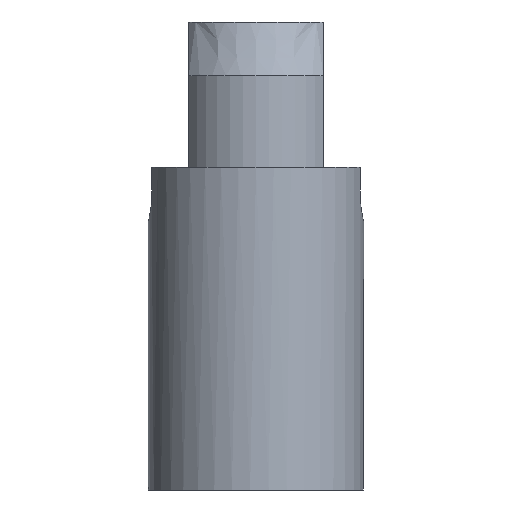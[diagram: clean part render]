
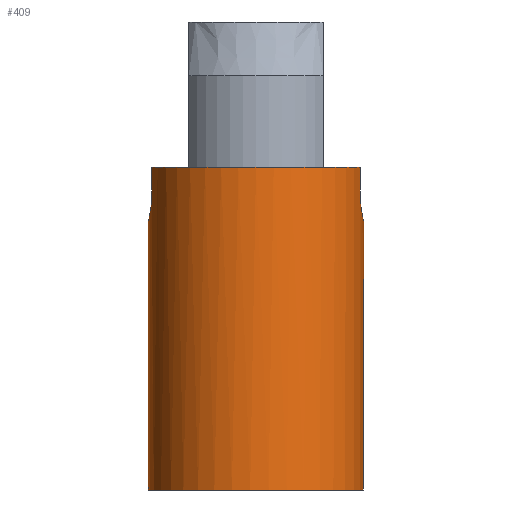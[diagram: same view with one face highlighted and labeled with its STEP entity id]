
A CAD part, left-side view. The second image highlights one B-rep face of the part: STEP entity #409.
In plain terms, the highlighted cylindrical face has radius 2 mm (diameter 4 mm), a full revolution.
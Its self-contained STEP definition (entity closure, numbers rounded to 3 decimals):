
#22=B_SPLINE_CURVE_WITH_KNOTS('',3,(#630,#631,#632,#633,#634,#635,#636),
 .UNSPECIFIED.,.F.,.F.,(4,1,1,1,4),(0.,0.,0.001,
0.001,0.002),.UNSPECIFIED.);
#23=B_SPLINE_CURVE_WITH_KNOTS('',3,(#644,#645,#646,#647,#648,#649,#650),
 .UNSPECIFIED.,.F.,.F.,(4,1,1,1,4),(0.,0.,0.001,
0.001,0.002),.UNSPECIFIED.);
#26=CYLINDRICAL_SURFACE('',#449,2.);
#46=LINE('',#626,#86);
#47=LINE('',#628,#87);
#48=LINE('',#638,#88);
#49=LINE('',#642,#89);
#86=VECTOR('',#510,1000.);
#87=VECTOR('',#511,1000.);
#88=VECTOR('',#512,1000.);
#89=VECTOR('',#515,1000.);
#132=ORIENTED_EDGE('',*,*,#246,.F.);
#133=ORIENTED_EDGE('',*,*,#228,.T.);
#134=ORIENTED_EDGE('',*,*,#247,.F.);
#135=ORIENTED_EDGE('',*,*,#248,.F.);
#136=ORIENTED_EDGE('',*,*,#249,.F.);
#137=ORIENTED_EDGE('',*,*,#250,.T.);
#138=ORIENTED_EDGE('',*,*,#251,.F.);
#139=ORIENTED_EDGE('',*,*,#252,.F.);
#140=ORIENTED_EDGE('',*,*,#253,.F.);
#228=EDGE_CURVE('',#286,#287,#324,.T.);
#246=EDGE_CURVE('',#286,#300,#46,.T.);
#247=EDGE_CURVE('',#301,#287,#47,.F.);
#248=EDGE_CURVE('',#302,#301,#22,.T.);
#249=EDGE_CURVE('',#303,#302,#48,.T.);
#250=EDGE_CURVE('',#303,#304,#328,.T.);
#251=EDGE_CURVE('',#305,#304,#49,.F.);
#252=EDGE_CURVE('',#300,#305,#23,.T.);
#253=EDGE_CURVE('',#306,#306,#329,.T.);
#286=VERTEX_POINT('',#591);
#287=VERTEX_POINT('',#592);
#300=VERTEX_POINT('',#627);
#301=VERTEX_POINT('',#629);
#302=VERTEX_POINT('',#637);
#303=VERTEX_POINT('',#639);
#304=VERTEX_POINT('',#641);
#305=VERTEX_POINT('',#643);
#306=VERTEX_POINT('',#652);
#324=CIRCLE('',#442,2.);
#328=CIRCLE('',#450,2.);
#329=CIRCLE('',#451,2.);
#342=EDGE_LOOP('',(#132,#133,#134,#135,#136,#137,#138,#139));
#343=EDGE_LOOP('',(#140));
#368=FACE_BOUND('',#342,.T.);
#369=FACE_BOUND('',#343,.T.);
#409=ADVANCED_FACE('',(#368,#369),#26,.T.);
#442=AXIS2_PLACEMENT_3D('',#590,#480,#481);
#449=AXIS2_PLACEMENT_3D('',#625,#508,#509);
#450=AXIS2_PLACEMENT_3D('',#640,#513,#514);
#451=AXIS2_PLACEMENT_3D('',#651,#516,#517);
#480=DIRECTION('',(0.,0.,-1.));
#481=DIRECTION('',(1.,0.,0.));
#508=DIRECTION('',(0.,0.,-1.));
#509=DIRECTION('',(-1.,0.,0.));
#510=DIRECTION('',(0.,0.,-1.));
#511=DIRECTION('',(0.,0.,-1.));
#512=DIRECTION('',(0.,0.,-1.));
#513=DIRECTION('',(0.,0.,-1.));
#514=DIRECTION('',(1.,0.,0.));
#515=DIRECTION('',(0.,0.,-1.));
#516=DIRECTION('',(0.,0.,-1.));
#517=DIRECTION('',(1.,0.,0.));
#590=CARTESIAN_POINT('',(0.,0.,6.));
#591=CARTESIAN_POINT('',(0.5,1.936,6.));
#592=CARTESIAN_POINT('',(0.5,-1.936,6.));
#625=CARTESIAN_POINT('',(0.,0.,6.));
#626=CARTESIAN_POINT('',(0.5,1.936,6.));
#627=CARTESIAN_POINT('',(0.5,1.936,5.5));
#628=CARTESIAN_POINT('',(0.5,-1.936,6.));
#629=CARTESIAN_POINT('',(0.5,-1.936,5.5));
#630=CARTESIAN_POINT('',(-0.5,-1.936,5.5));
#631=CARTESIAN_POINT('',(-0.5,-1.936,5.367));
#632=CARTESIAN_POINT('',(-0.392,-1.969,5.109));
#633=CARTESIAN_POINT('',(-0.001,-2.016,4.945));
#634=CARTESIAN_POINT('',(0.392,-1.969,5.109));
#635=CARTESIAN_POINT('',(0.5,-1.936,5.367));
#636=CARTESIAN_POINT('',(0.5,-1.936,5.5));
#637=CARTESIAN_POINT('',(-0.5,-1.936,5.5));
#638=CARTESIAN_POINT('',(-0.5,-1.936,6.));
#639=CARTESIAN_POINT('',(-0.5,-1.936,6.));
#640=CARTESIAN_POINT('',(0.,0.,6.));
#641=CARTESIAN_POINT('',(-0.5,1.936,6.));
#642=CARTESIAN_POINT('',(-0.5,1.936,6.));
#643=CARTESIAN_POINT('',(-0.5,1.936,5.5));
#644=CARTESIAN_POINT('',(0.5,1.936,5.5));
#645=CARTESIAN_POINT('',(0.5,1.936,5.367));
#646=CARTESIAN_POINT('',(0.392,1.969,5.109));
#647=CARTESIAN_POINT('',(0.001,2.016,4.945));
#648=CARTESIAN_POINT('',(-0.392,1.969,5.109));
#649=CARTESIAN_POINT('',(-0.5,1.936,5.367));
#650=CARTESIAN_POINT('',(-0.5,1.936,5.5));
#651=CARTESIAN_POINT('',(0.,0.,0.));
#652=CARTESIAN_POINT('',(2.,0.,0.));
